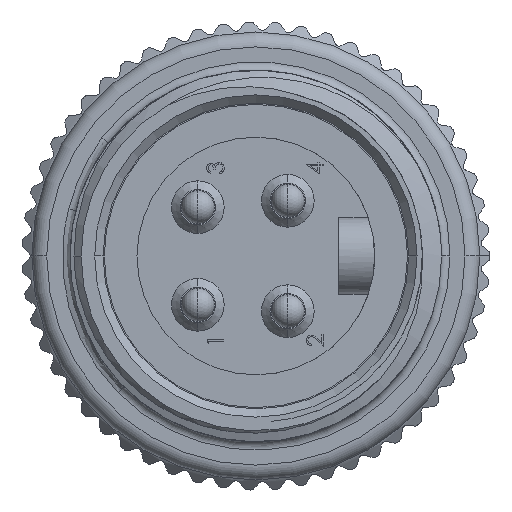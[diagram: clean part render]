
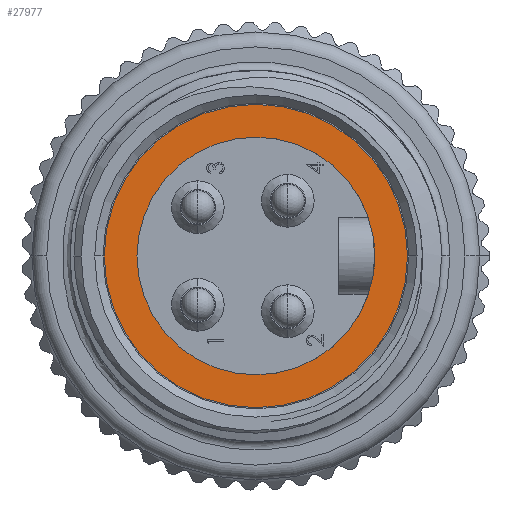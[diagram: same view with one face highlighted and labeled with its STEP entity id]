
A CAD part, left-side view. The second image highlights one B-rep face of the part: STEP entity #27977.
In plain terms, the highlighted planar face has unit normal (-1, 0, 0).
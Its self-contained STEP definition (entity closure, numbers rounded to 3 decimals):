
#1361 = FACE_OUTER_BOUND ( 'NONE', #29871, .T. ) ;
#4301 = DIRECTION ( 'NONE',  ( 0., 0., 1. ) ) ;
#4403 = CARTESIAN_POINT ( 'NONE',  ( -7.01, 0., 0. ) ) ;
#5732 = VERTEX_POINT ( 'NONE', #14944 ) ;
#8292 = DIRECTION ( 'NONE',  ( 0., 0., 1. ) ) ;
#8519 = CARTESIAN_POINT ( 'NONE',  ( -7.01, 0., 0. ) ) ;
#9317 = AXIS2_PLACEMENT_3D ( 'NONE', #4403, #19879, #4301 ) ;
#9500 = ORIENTED_EDGE ( 'NONE', *, *, #25443, .T. ) ;
#9642 = CARTESIAN_POINT ( 'NONE',  ( -7.01, 0., 7.11 ) ) ;
#10048 = CARTESIAN_POINT ( 'NONE',  ( -7.01, 0., 0. ) ) ;
#11562 = ORIENTED_EDGE ( 'NONE', *, *, #22808, .F. ) ;
#12263 = CIRCLE ( 'NONE', #23656, 9.07 ) ;
#13373 = VERTEX_POINT ( 'NONE', #9642 ) ;
#14558 = VERTEX_POINT ( 'NONE', #21769 ) ;
#14944 = CARTESIAN_POINT ( 'NONE',  ( -7.01, 0., 9.07 ) ) ;
#15942 = CIRCLE ( 'NONE', #16879, 7.11 ) ;
#16282 = CARTESIAN_POINT ( 'NONE',  ( -7.01, 0., 0. ) ) ;
#16338 = ORIENTED_EDGE ( 'NONE', *, *, #30364, .T. ) ;
#16430 = AXIS2_PLACEMENT_3D ( 'NONE', #28227, #33678, #23093 ) ;
#16507 = DIRECTION ( 'NONE',  ( -1., 0., 0. ) ) ;
#16879 = AXIS2_PLACEMENT_3D ( 'NONE', #16282, #16507, #19249 ) ;
#17534 = DIRECTION ( 'NONE',  ( 0., 0., 1. ) ) ;
#18079 = PLANE ( 'NONE',  #16430 ) ;
#19249 = DIRECTION ( 'NONE',  ( 0., 0., 1. ) ) ;
#19662 = FACE_BOUND ( 'NONE', #26563, .T. ) ;
#19800 = ORIENTED_EDGE ( 'NONE', *, *, #28941, .F. ) ;
#19879 = DIRECTION ( 'NONE',  ( -1., 0., 0. ) ) ;
#21629 = CIRCLE ( 'NONE', #26901, 7.11 ) ;
#21769 = CARTESIAN_POINT ( 'NONE',  ( -7.01, 0., -7.11 ) ) ;
#22767 = CIRCLE ( 'NONE', #9317, 9.07 ) ;
#22808 = EDGE_CURVE ( 'NONE', #13373, #14558, #15942, .T. ) ;
#23093 = DIRECTION ( 'NONE',  ( 0., 0., 1. ) ) ;
#23656 = AXIS2_PLACEMENT_3D ( 'NONE', #8519, #31865, #8292 ) ;
#25443 = EDGE_CURVE ( 'NONE', #5732, #30607, #22767, .T. ) ;
#26563 = EDGE_LOOP ( 'NONE', ( #11562, #19800 ) ) ;
#26901 = AXIS2_PLACEMENT_3D ( 'NONE', #10048, #27797, #17534 ) ;
#27797 = DIRECTION ( 'NONE',  ( -1., 0., 0. ) ) ;
#27977 = ADVANCED_FACE ( 'NONE', ( #19662, #1361 ), #18079, .T. ) ;
#28227 = CARTESIAN_POINT ( 'NONE',  ( -7.01, 0., 0. ) ) ;
#28941 = EDGE_CURVE ( 'NONE', #14558, #13373, #21629, .T. ) ;
#29871 = EDGE_LOOP ( 'NONE', ( #9500, #16338 ) ) ;
#30364 = EDGE_CURVE ( 'NONE', #30607, #5732, #12263, .T. ) ;
#30607 = VERTEX_POINT ( 'NONE', #30613 ) ;
#30613 = CARTESIAN_POINT ( 'NONE',  ( -7.01, 0., -9.07 ) ) ;
#31865 = DIRECTION ( 'NONE',  ( -1., 0., 0. ) ) ;
#33678 = DIRECTION ( 'NONE',  ( -1., 0., 0. ) ) ;
